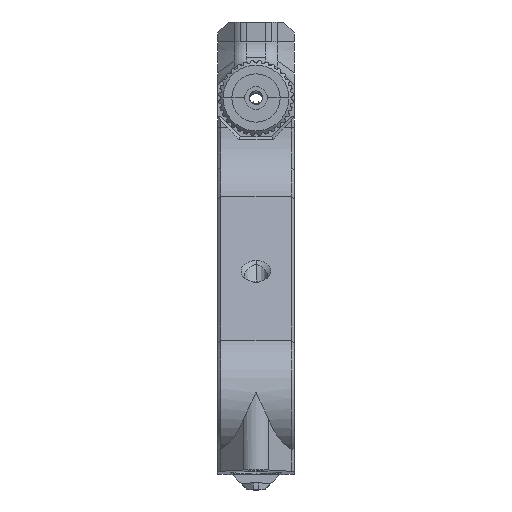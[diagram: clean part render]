
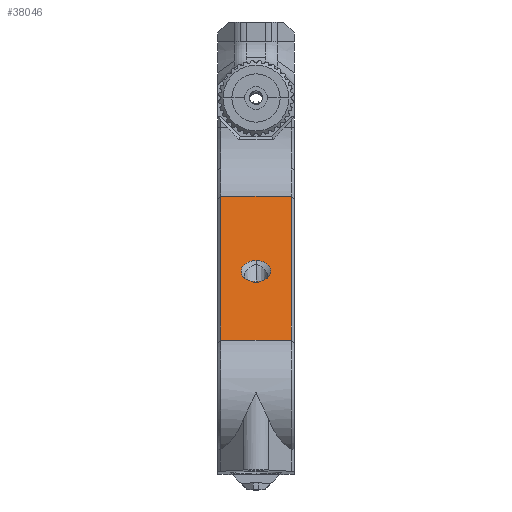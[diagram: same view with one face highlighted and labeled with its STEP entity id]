
A CAD part, front view. The second image highlights one B-rep face of the part: STEP entity #38046.
In plain terms, the highlighted planar face has unit normal (0, -0.457, 0.889).
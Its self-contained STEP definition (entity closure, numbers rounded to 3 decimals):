
#33678=CARTESIAN_POINT('',(0.01,-153.959,-5.14));
#33679=VERTEX_POINT('',#33678);
#33680=CARTESIAN_POINT('',(0.01,-146.5,-1.307));
#33681=VERTEX_POINT('',#33680);
#33682=CARTESIAN_POINT('',(0.01,-153.959,-5.14));
#33683=CARTESIAN_POINT('',(-0.106,-153.96,-5.141));
#33684=CARTESIAN_POINT('',(-0.221,-153.951,-5.136));
#33685=CARTESIAN_POINT('',(-0.335,-153.933,-5.127));
#33686=CARTESIAN_POINT('',(-0.449,-153.915,-5.118));
#33687=CARTESIAN_POINT('',(-0.561,-153.888,-5.103));
#33688=CARTESIAN_POINT('',(-0.669,-153.853,-5.085));
#33689=CARTESIAN_POINT('',(-0.777,-153.817,-5.067));
#33690=CARTESIAN_POINT('',(-0.881,-153.775,-5.045));
#33691=CARTESIAN_POINT('',(-0.982,-153.725,-5.02));
#33692=CARTESIAN_POINT('',(-1.082,-153.674,-4.994));
#33693=CARTESIAN_POINT('',(-1.179,-153.617,-4.964));
#33694=CARTESIAN_POINT('',(-1.27,-153.554,-4.932));
#33695=CARTESIAN_POINT('',(-1.634,-153.304,-4.804));
#33696=CARTESIAN_POINT('',(-1.917,-152.969,-4.631));
#33697=CARTESIAN_POINT('',(-2.128,-152.609,-4.446));
#33698=CARTESIAN_POINT('',(-2.233,-152.429,-4.354));
#33699=CARTESIAN_POINT('',(-2.322,-152.24,-4.257));
#33700=CARTESIAN_POINT('',(-2.396,-152.046,-4.157));
#33701=CARTESIAN_POINT('',(-2.47,-151.853,-4.058));
#33702=CARTESIAN_POINT('',(-2.529,-151.657,-3.957));
#33703=CARTESIAN_POINT('',(-2.574,-151.458,-3.855));
#33704=CARTESIAN_POINT('',(-2.62,-151.26,-3.753));
#33705=CARTESIAN_POINT('',(-2.653,-151.06,-3.65));
#33706=CARTESIAN_POINT('',(-2.674,-150.858,-3.546));
#33707=CARTESIAN_POINT('',(-2.694,-150.656,-3.442));
#33708=CARTESIAN_POINT('',(-2.703,-150.451,-3.337));
#33709=CARTESIAN_POINT('',(-2.7,-150.247,-3.232));
#33710=CARTESIAN_POINT('',(-2.694,-149.84,-3.023));
#33711=CARTESIAN_POINT('',(-2.643,-149.437,-2.816));
#33712=CARTESIAN_POINT('',(-2.543,-149.041,-2.612));
#33713=CARTESIAN_POINT('',(-2.494,-148.842,-2.51));
#33714=CARTESIAN_POINT('',(-2.431,-148.644,-2.408));
#33715=CARTESIAN_POINT('',(-2.356,-148.452,-2.31));
#33716=CARTESIAN_POINT('',(-2.28,-148.26,-2.211));
#33717=CARTESIAN_POINT('',(-2.192,-148.072,-2.115));
#33718=CARTESIAN_POINT('',(-2.088,-147.891,-2.022));
#33719=CARTESIAN_POINT('',(-1.983,-147.71,-1.929));
#33720=CARTESIAN_POINT('',(-1.862,-147.534,-1.838));
#33721=CARTESIAN_POINT('',(-1.724,-147.371,-1.754));
#33722=CARTESIAN_POINT('',(-1.586,-147.209,-1.671));
#33723=CARTESIAN_POINT('',(-1.43,-147.058,-1.593));
#33724=CARTESIAN_POINT('',(-1.252,-146.928,-1.526));
#33725=CARTESIAN_POINT('',(-1.074,-146.797,-1.459));
#33726=CARTESIAN_POINT('',(-0.878,-146.689,-1.404));
#33727=CARTESIAN_POINT('',(-0.662,-146.614,-1.365));
#33728=CARTESIAN_POINT('',(-0.446,-146.538,-1.326));
#33729=CARTESIAN_POINT('',(-0.223,-146.499,-1.306));
#33730=CARTESIAN_POINT('',(0.01,-146.5,-1.307));
#33731=B_SPLINE_CURVE_WITH_KNOTS('',3,(#33682,#33683,#33684,#33685,#33686,#33687,#33688,#33689,#33690,#33691,#33692,#33693,#33694,#33695,#33696,#33697,#33698,#33699,#33700,#33701,#33702,#33703,#33704,#33705,#33706,#33707,
#33708,#33709,#33710,#33711,#33712,#33713,#33714,#33715,#33716,#33717,#33718,#33719,#33720,#33721,#33722,#33723,#33724,#33725,#33726,#33727,#33728,#33729,#33730),.UNSPECIFIED.,.F.,.F.,(4,3,3,3,3,3,3,3,3,3,3,3,3,3,3,3,4),(0.,0.,0.001,0.001,0.001,0.003,0.003,0.004,0.005,0.006,0.007,0.008,0.008,0.009,0.01,0.01,0.011),.UNSPECIFIED.);
#33732=EDGE_CURVE('',#33679,#33681,#33731,.T.);
#33996=CARTESIAN_POINT('',(0.01,-153.959,-5.14));
#33997=CARTESIAN_POINT('',(0.126,-153.959,-5.14));
#33998=CARTESIAN_POINT('',(0.24,-153.949,-5.135));
#33999=CARTESIAN_POINT('',(0.352,-153.93,-5.125));
#34000=CARTESIAN_POINT('',(0.465,-153.912,-5.116));
#34001=CARTESIAN_POINT('',(0.576,-153.884,-5.101));
#34002=CARTESIAN_POINT('',(0.684,-153.848,-5.083));
#34003=CARTESIAN_POINT('',(0.792,-153.812,-5.064));
#34004=CARTESIAN_POINT('',(0.896,-153.768,-5.042));
#34005=CARTESIAN_POINT('',(0.995,-153.718,-5.016));
#34006=CARTESIAN_POINT('',(1.095,-153.667,-4.99));
#34007=CARTESIAN_POINT('',(1.191,-153.61,-4.961));
#34008=CARTESIAN_POINT('',(1.281,-153.547,-4.928));
#34009=CARTESIAN_POINT('',(1.462,-153.421,-4.863));
#34010=CARTESIAN_POINT('',(1.621,-153.275,-4.789));
#34011=CARTESIAN_POINT('',(1.763,-153.115,-4.706));
#34012=CARTESIAN_POINT('',(1.834,-153.035,-4.665));
#34013=CARTESIAN_POINT('',(1.901,-152.951,-4.622));
#34014=CARTESIAN_POINT('',(1.962,-152.865,-4.578));
#34015=CARTESIAN_POINT('',(2.023,-152.779,-4.534));
#34016=CARTESIAN_POINT('',(2.08,-152.691,-4.489));
#34017=CARTESIAN_POINT('',(2.132,-152.602,-4.442));
#34018=CARTESIAN_POINT('',(2.237,-152.422,-4.35));
#34019=CARTESIAN_POINT('',(2.324,-152.235,-4.254));
#34020=CARTESIAN_POINT('',(2.398,-152.042,-4.155));
#34021=CARTESIAN_POINT('',(2.471,-151.849,-4.056));
#34022=CARTESIAN_POINT('',(2.53,-151.652,-3.954));
#34023=CARTESIAN_POINT('',(2.575,-151.454,-3.853));
#34024=CARTESIAN_POINT('',(2.666,-151.058,-3.649));
#34025=CARTESIAN_POINT('',(2.706,-150.657,-3.443));
#34026=CARTESIAN_POINT('',(2.7,-150.25,-3.234));
#34027=CARTESIAN_POINT('',(2.697,-150.046,-3.129));
#34028=CARTESIAN_POINT('',(2.683,-149.843,-3.025));
#34029=CARTESIAN_POINT('',(2.657,-149.643,-2.922));
#34030=CARTESIAN_POINT('',(2.631,-149.442,-2.819));
#34031=CARTESIAN_POINT('',(2.594,-149.244,-2.717));
#34032=CARTESIAN_POINT('',(2.545,-149.047,-2.615));
#34033=CARTESIAN_POINT('',(2.496,-148.85,-2.514));
#34034=CARTESIAN_POINT('',(2.435,-148.655,-2.414));
#34035=CARTESIAN_POINT('',(2.36,-148.463,-2.315));
#34036=CARTESIAN_POINT('',(2.285,-148.27,-2.216));
#34037=CARTESIAN_POINT('',(2.197,-148.082,-2.119));
#34038=CARTESIAN_POINT('',(2.093,-147.901,-2.027));
#34039=CARTESIAN_POINT('',(1.99,-147.721,-1.934));
#34040=CARTESIAN_POINT('',(1.871,-147.546,-1.844));
#34041=CARTESIAN_POINT('',(1.733,-147.382,-1.76));
#34042=CARTESIAN_POINT('',(1.596,-147.219,-1.676));
#34043=CARTESIAN_POINT('',(1.442,-147.069,-1.599));
#34044=CARTESIAN_POINT('',(1.267,-146.938,-1.532));
#34045=CARTESIAN_POINT('',(1.179,-146.873,-1.498));
#34046=CARTESIAN_POINT('',(1.085,-146.812,-1.467));
#34047=CARTESIAN_POINT('',(0.987,-146.759,-1.439));
#34048=CARTESIAN_POINT('',(0.89,-146.705,-1.412));
#34049=CARTESIAN_POINT('',(0.788,-146.659,-1.388));
#34050=CARTESIAN_POINT('',(0.682,-146.621,-1.369));
#34051=CARTESIAN_POINT('',(0.576,-146.582,-1.349));
#34052=CARTESIAN_POINT('',(0.464,-146.552,-1.333));
#34053=CARTESIAN_POINT('',(0.352,-146.532,-1.323));
#34054=CARTESIAN_POINT('',(0.24,-146.512,-1.313));
#34055=CARTESIAN_POINT('',(0.126,-146.501,-1.307));
#34056=CARTESIAN_POINT('',(0.01,-146.5,-1.307));
#34057=B_SPLINE_CURVE_WITH_KNOTS('',3,(#33996,#33997,#33998,#33999,#34000,#34001,#34002,#34003,#34004,#34005,#34006,#34007,#34008,#34009,#34010,#34011,#34012,#34013,#34014,#34015,#34016,#34017,#34018,#34019,#34020,#34021,
#34022,#34023,#34024,#34025,#34026,#34027,#34028,#34029,#34030,#34031,#34032,#34033,#34034,#34035,#34036,#34037,#34038,#34039,#34040,#34041,#34042,#34043,#34044,#34045,#34046,
#34047,#34048,#34049,#34050,#34051,#34052,#34053,#34054,#34055,#34056),.UNSPECIFIED.,.F.,.F.,(4,3,3,3,3,3,3,3,3,3,3,3,3,3,3,3,3,3,3,3,4),(0.,0.,0.001,0.001,0.001,0.002,0.002,0.003,0.003,0.004,0.005,0.006,0.007,0.008,0.008,0.009,0.01,0.01,0.01,0.011,0.011),.UNSPECIFIED.);
#34058=EDGE_CURVE('',#33679,#33681,#34057,.T.);
#37968=CARTESIAN_POINT('',(-6.4,-123.7,10.412));
#37969=VERTEX_POINT('',#37968);
#37977=CARTESIAN_POINT('',(6.4,-123.7,10.412));
#37978=VERTEX_POINT('',#37977);
#37979=CARTESIAN_POINT('',(-6.4,-123.7,10.412));
#37980=DIRECTION('',(1.,-0.,-0.));
#37981=VECTOR('',#37980,12.8);
#37982=LINE('',#37979,#37981);
#37983=EDGE_CURVE('',#37969,#37978,#37982,.T.);
#38012=CARTESIAN_POINT('',(-0.,-94.668,25.333));
#38013=DIRECTION('',(0.,0.457,-0.889));
#38014=DIRECTION('',(0.,-0.889,-0.457));
#38015=AXIS2_PLACEMENT_3D('',#38012,#38013,#38014);
#38016=PLANE('',#38015);
#38017=CARTESIAN_POINT('',(6.4,-174.714,-15.807));
#38018=VERTEX_POINT('',#38017);
#38019=CARTESIAN_POINT('',(6.4,-123.7,10.412));
#38020=DIRECTION('',(0.,-0.889,-0.457));
#38021=VECTOR('',#38020,57.357);
#38022=LINE('',#38019,#38021);
#38023=EDGE_CURVE('',#37978,#38018,#38022,.T.);
#38024=ORIENTED_EDGE('',*,*,#38023,.F.);
#38025=ORIENTED_EDGE('',*,*,#37983,.F.);
#38026=CARTESIAN_POINT('',(-6.4,-174.714,-15.807));
#38027=VERTEX_POINT('',#38026);
#38028=CARTESIAN_POINT('',(-6.4,-174.714,-15.807));
#38029=DIRECTION('',(0.,0.889,0.457));
#38030=VECTOR('',#38029,57.357);
#38031=LINE('',#38028,#38030);
#38032=EDGE_CURVE('',#38027,#37969,#38031,.T.);
#38033=ORIENTED_EDGE('',*,*,#38032,.F.);
#38034=CARTESIAN_POINT('',(6.4,-174.714,-15.807));
#38035=DIRECTION('',(-1.,-0.,0.));
#38036=VECTOR('',#38035,12.8);
#38037=LINE('',#38034,#38036);
#38038=EDGE_CURVE('',#38018,#38027,#38037,.T.);
#38039=ORIENTED_EDGE('',*,*,#38038,.F.);
#38040=EDGE_LOOP('',(#38024,#38025,#38033,#38039));
#38041=FACE_BOUND('',#38040,.T.);
#38042=ORIENTED_EDGE('',*,*,#34058,.F.);
#38043=ORIENTED_EDGE('',*,*,#33732,.T.);
#38044=EDGE_LOOP('',(#38042,#38043));
#38045=FACE_BOUND('',#38044,.T.);
#38046=ADVANCED_FACE('',(#38041,#38045),#38016,.F.);
